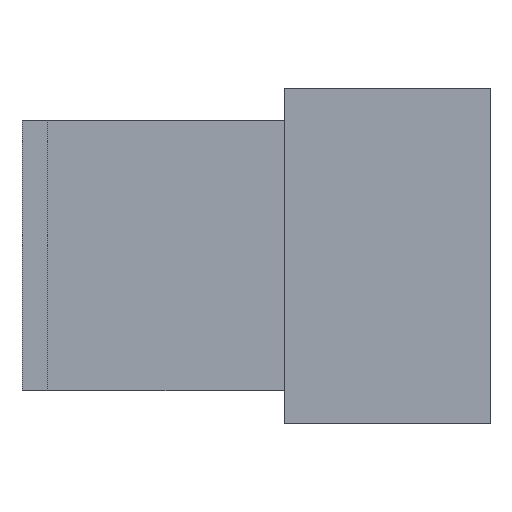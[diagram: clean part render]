
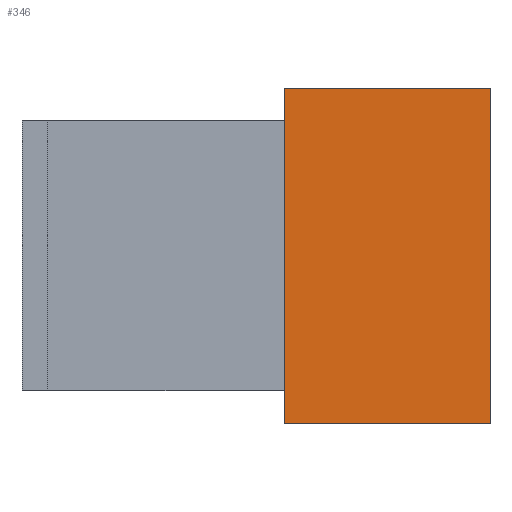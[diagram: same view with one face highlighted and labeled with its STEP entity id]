
A CAD part, front view. The second image highlights one B-rep face of the part: STEP entity #346.
In plain terms, the highlighted planar face has unit normal (0, -1, 0).
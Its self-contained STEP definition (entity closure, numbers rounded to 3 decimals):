
#346 = ADVANCED_FACE ( 'NONE', ( #1060 ), #1059, .F. ) ;
#347 = EDGE_LOOP ( 'NONE', ( #349, #351, #354, #356 ) ) ;
#348 = VERTEX_POINT ( 'NONE', #1054 ) ;
#349 = ORIENTED_EDGE ( 'NONE', *, *, #350, .T. ) ;
#350 = EDGE_CURVE ( 'NONE', #408, #348, #1053, .T. ) ;
#351 = ORIENTED_EDGE ( 'NONE', *, *, #352, .F. ) ;
#352 = EDGE_CURVE ( 'NONE', #353, #348, #1049, .T. ) ;
#353 = VERTEX_POINT ( 'NONE', #1045 ) ;
#354 = ORIENTED_EDGE ( 'NONE', *, *, #355, .F. ) ;
#355 = EDGE_CURVE ( 'NONE', #411, #353, #1109, .T. ) ;
#356 = ORIENTED_EDGE ( 'NONE', *, *, #410, .T. ) ;
#408 = VERTEX_POINT ( 'NONE', #1147 ) ;
#410 = EDGE_CURVE ( 'NONE', #411, #408, #1145, .T. ) ;
#411 = VERTEX_POINT ( 'NONE', #1207 ) ;
#1045 = CARTESIAN_POINT ( 'NONE',  ( 8., -3.75, 6.5 ) ) ;
#1046 = DIRECTION ( 'NONE',  ( 0., 0., -1. ) ) ;
#1047 = VECTOR ( 'NONE', #1046, 1000. ) ;
#1048 = CARTESIAN_POINT ( 'NONE',  ( 8., -3.75, 6.5 ) ) ;
#1049 = LINE ( 'NONE', #1048, #1047 ) ;
#1050 = DIRECTION ( 'NONE',  ( 1., 0., 0. ) ) ;
#1051 = VECTOR ( 'NONE', #1050, 1000. ) ;
#1052 = CARTESIAN_POINT ( 'NONE',  ( 0., -3.75, -6.5 ) ) ;
#1053 = LINE ( 'NONE', #1052, #1051 ) ;
#1054 = CARTESIAN_POINT ( 'NONE',  ( 8., -3.75, -6.5 ) ) ;
#1055 = DIRECTION ( 'NONE',  ( -1., 0., 0. ) ) ;
#1056 = DIRECTION ( 'NONE',  ( 0., 1., 0. ) ) ;
#1057 = CARTESIAN_POINT ( 'NONE',  ( 0., -3.75, 6.5 ) ) ;
#1058 = AXIS2_PLACEMENT_3D ( 'NONE', #1057, #1056, #1055 ) ;
#1059 = PLANE ( 'NONE',  #1058 ) ;
#1060 = FACE_OUTER_BOUND ( 'NONE', #347, .T. ) ;
#1106 = DIRECTION ( 'NONE',  ( 1., 0., 0. ) ) ;
#1107 = VECTOR ( 'NONE', #1106, 1000. ) ;
#1108 = CARTESIAN_POINT ( 'NONE',  ( 0., -3.75, 6.5 ) ) ;
#1109 = LINE ( 'NONE', #1108, #1107 ) ;
#1142 = DIRECTION ( 'NONE',  ( 0., 0., -1. ) ) ;
#1143 = VECTOR ( 'NONE', #1142, 1000. ) ;
#1144 = CARTESIAN_POINT ( 'NONE',  ( 0., -3.75, 6.5 ) ) ;
#1145 = LINE ( 'NONE', #1144, #1143 ) ;
#1147 = CARTESIAN_POINT ( 'NONE',  ( 0., -3.75, -6.5 ) ) ;
#1207 = CARTESIAN_POINT ( 'NONE',  ( 0., -3.75, 6.5 ) ) ;
